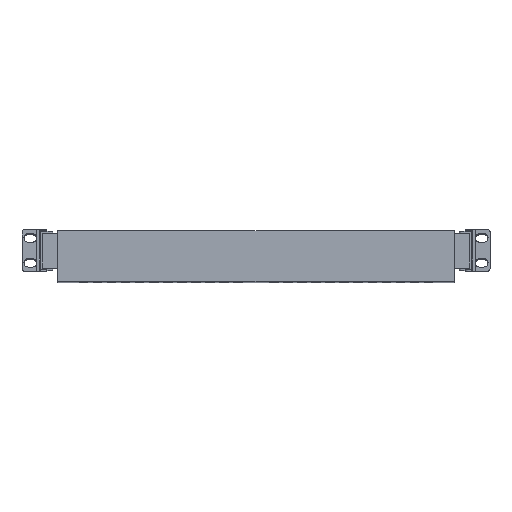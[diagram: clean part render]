
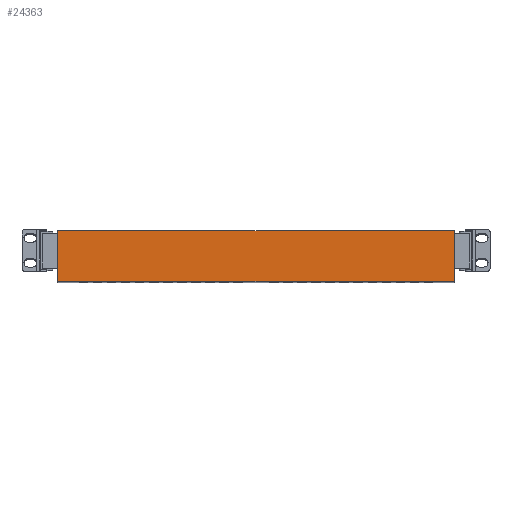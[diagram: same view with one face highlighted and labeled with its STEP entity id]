
A CAD part, top view. The second image highlights one B-rep face of the part: STEP entity #24363.
In plain terms, the highlighted planar face has unit normal (0, 0, 1).
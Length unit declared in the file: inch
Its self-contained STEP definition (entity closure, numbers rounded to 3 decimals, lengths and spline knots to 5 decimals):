
#2413 = PLANE ( 'NONE',  #16469 ) ;
#2907 = CARTESIAN_POINT ( 'NONE',  ( -8.0315, 2.00787, 12.99213 ) ) ;
#3214 = DIRECTION ( 'NONE',  ( 0., 0., -1. ) ) ;
#3908 = EDGE_CURVE ( 'NONE', #31985, #28822, #31030, .T. ) ;
#3975 = EDGE_LOOP ( 'NONE', ( #22378, #31730, #34828, #40228 ) ) ;
#4725 = DIRECTION ( 'NONE',  ( 0., -1., 0. ) ) ;
#5326 = CARTESIAN_POINT ( 'NONE',  ( 8.0315, -0.03937, 12.99213 ) ) ;
#6345 = CARTESIAN_POINT ( 'NONE',  ( -8.0315, 2.00787, 12.99213 ) ) ;
#9072 = VECTOR ( 'NONE', #37012, 39.37008 ) ;
#9687 = EDGE_CURVE ( 'NONE', #11929, #31985, #12710, .T. ) ;
#11929 = VERTEX_POINT ( 'NONE', #6345 ) ;
#12710 = LINE ( 'NONE', #30019, #25993 ) ;
#14835 = LINE ( 'NONE', #2907, #9072 ) ;
#16469 = AXIS2_PLACEMENT_3D ( 'NONE', #35731, #3214, #39920 ) ;
#21408 = CARTESIAN_POINT ( 'NONE',  ( -8.0315, -0.03937, 12.99213 ) ) ;
#22378 = ORIENTED_EDGE ( 'NONE', *, *, #3908, .T. ) ;
#24363 = ADVANCED_FACE ( 'NONE', ( #41296 ), #2413, .F. ) ;
#25993 = VECTOR ( 'NONE', #26301, 39.37008 ) ;
#26301 = DIRECTION ( 'NONE',  ( 0., -1., 0. ) ) ;
#28822 = VERTEX_POINT ( 'NONE', #5326 ) ;
#29253 = LINE ( 'NONE', #41285, #40129 ) ;
#30019 = CARTESIAN_POINT ( 'NONE',  ( -8.0315, 0.03937, 12.99213 ) ) ;
#31030 = LINE ( 'NONE', #38085, #33884 ) ;
#31730 = ORIENTED_EDGE ( 'NONE', *, *, #32991, .F. ) ;
#31985 = VERTEX_POINT ( 'NONE', #21408 ) ;
#32991 = EDGE_CURVE ( 'NONE', #46652, #28822, #29253, .T. ) ;
#33884 = VECTOR ( 'NONE', #37759, 39.37008 ) ;
#34828 = ORIENTED_EDGE ( 'NONE', *, *, #42121, .F. ) ;
#35731 = CARTESIAN_POINT ( 'NONE',  ( -8.0315, 0.03937, 12.99213 ) ) ;
#37012 = DIRECTION ( 'NONE',  ( 1., 0., 0. ) ) ;
#37759 = DIRECTION ( 'NONE',  ( 1., 0., 0. ) ) ;
#38085 = CARTESIAN_POINT ( 'NONE',  ( -8.0315, -0.03937, 12.99213 ) ) ;
#39920 = DIRECTION ( 'NONE',  ( -1., 0., 0. ) ) ;
#40129 = VECTOR ( 'NONE', #4725, 39.37008 ) ;
#40228 = ORIENTED_EDGE ( 'NONE', *, *, #9687, .T. ) ;
#41285 = CARTESIAN_POINT ( 'NONE',  ( 8.0315, 0.03937, 12.99213 ) ) ;
#41296 = FACE_OUTER_BOUND ( 'NONE', #3975, .T. ) ;
#41418 = CARTESIAN_POINT ( 'NONE',  ( 8.0315, 2.00787, 12.99213 ) ) ;
#42121 = EDGE_CURVE ( 'NONE', #11929, #46652, #14835, .T. ) ;
#46652 = VERTEX_POINT ( 'NONE', #41418 ) ;
